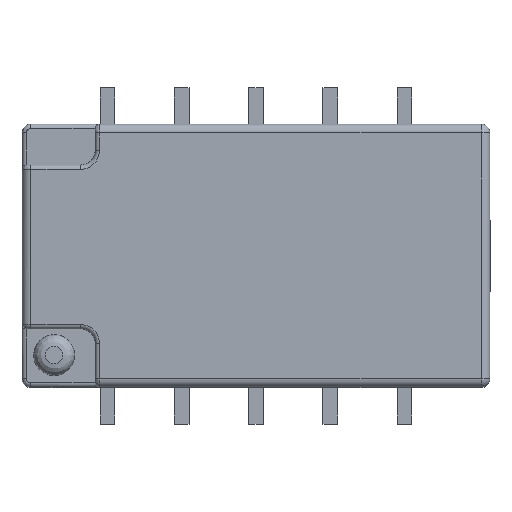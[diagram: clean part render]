
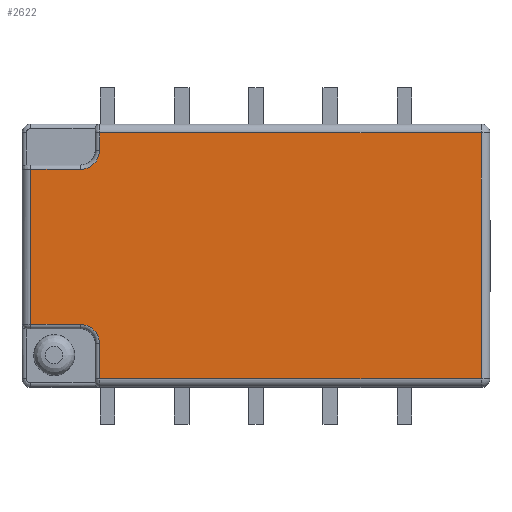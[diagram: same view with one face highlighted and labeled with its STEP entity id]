
A CAD part, top view. The second image highlights one B-rep face of the part: STEP entity #2622.
In plain terms, the highlighted planar face has unit normal (0, 0, 1).
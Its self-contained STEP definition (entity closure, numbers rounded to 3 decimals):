
#101=LINE($,#3911,#381);
#104=LINE($,#3942,#384);
#120=LINE($,#4033,#400);
#128=LINE($,#4062,#408);
#130=LINE($,#4072,#410);
#133=LINE($,#4103,#413);
#147=LINE($,#4162,#427);
#151=LINE($,#4174,#431);
#381=VECTOR($,#3097,0.6);
#384=VECTOR($,#3122,1.7);
#400=VECTOR($,#3170,13.05);
#408=VECTOR($,#3204,8.4);
#410=VECTOR($,#3214,1.7);
#413=VECTOR($,#3239,1.2);
#427=VECTOR($,#3287,5.3);
#431=VECTOR($,#3305,13.05);
#673=PLANE($,#2863);
#816=FACE_OUTER_BOUND($,#979,.T.);
#979=EDGE_LOOP($,(#2064,#2065,#2066,#2067,#2068,#2069,#2070,#2071,#2072,
#2073));
#1097=CIRCLE($,#2788,0.65);
#1120=CIRCLE($,#2832,0.65);
#1199=VERTEX_POINT($,#3904);
#1202=VERTEX_POINT($,#3909);
#1206=VERTEX_POINT($,#3928);
#1210=VERTEX_POINT($,#3940);
#1225=VERTEX_POINT($,#4032);
#1233=VERTEX_POINT($,#4061);
#1234=VERTEX_POINT($,#4065);
#1237=VERTEX_POINT($,#4070);
#1241=VERTEX_POINT($,#4089);
#1245=VERTEX_POINT($,#4101);
#1459=EDGE_CURVE($,#1202,#1199,#101,.T.);
#1464=EDGE_CURVE($,#1206,#1202,#1097,.T.);
#1470=EDGE_CURVE($,#1210,#1206,#104,.T.);
#1496=EDGE_CURVE($,#1199,#1225,#120,.T.);
#1510=EDGE_CURVE($,#1225,#1233,#128,.T.);
#1515=EDGE_CURVE($,#1237,#1234,#130,.T.);
#1520=EDGE_CURVE($,#1241,#1237,#1120,.T.);
#1526=EDGE_CURVE($,#1245,#1241,#133,.T.);
#1549=EDGE_CURVE($,#1234,#1210,#147,.T.);
#1555=EDGE_CURVE($,#1233,#1245,#151,.T.);
#2064=ORIENTED_EDGE($,*,*,#1549,.F.);
#2065=ORIENTED_EDGE($,*,*,#1515,.F.);
#2066=ORIENTED_EDGE($,*,*,#1520,.F.);
#2067=ORIENTED_EDGE($,*,*,#1526,.F.);
#2068=ORIENTED_EDGE($,*,*,#1555,.F.);
#2069=ORIENTED_EDGE($,*,*,#1510,.F.);
#2070=ORIENTED_EDGE($,*,*,#1496,.F.);
#2071=ORIENTED_EDGE($,*,*,#1459,.F.);
#2072=ORIENTED_EDGE($,*,*,#1464,.F.);
#2073=ORIENTED_EDGE($,*,*,#1470,.F.);
#2622=ADVANCED_FACE($,(#816),#673,.T.);
#2788=AXIS2_PLACEMENT_3D($,#3930,#3108,#3109);
#2832=AXIS2_PLACEMENT_3D($,#4091,#3225,#3226);
#2863=AXIS2_PLACEMENT_3D($,#4176,#3308,#3309);
#3097=DIRECTION($,(0.,1.,0.));
#3108=DIRECTION('center_axis',(0.,0.,1.));
#3109=DIRECTION('ref_axis',(0.707,-0.707,0.));
#3122=DIRECTION($,(1.,0.,0.));
#3170=DIRECTION($,(1.,0.,0.));
#3204=DIRECTION($,(0.,-1.,0.));
#3214=DIRECTION($,(-1.,0.,0.));
#3225=DIRECTION('center_axis',(0.,0.,1.));
#3226=DIRECTION('ref_axis',(0.707,0.707,0.));
#3239=DIRECTION($,(0.,1.,0.));
#3287=DIRECTION($,(0.,1.,0.));
#3305=DIRECTION($,(-1.,0.,0.));
#3308=DIRECTION('center_axis',(0.,0.,1.));
#3309=DIRECTION('ref_axis',(1.,0.,0.));
#3904=CARTESIAN_POINT('',(-5.35,4.2,5.6));
#3909=CARTESIAN_POINT('',(-5.35,3.6,5.6));
#3911=CARTESIAN_POINT($,(-5.35,2.2,5.6));
#3928=CARTESIAN_POINT('',(-6.,2.95,5.6));
#3930=CARTESIAN_POINT('Origin',(-6.,3.6,5.6));
#3940=CARTESIAN_POINT('',(-7.7,2.95,5.6));
#3942=CARTESIAN_POINT($,(-4.25,2.95,5.6));
#4032=CARTESIAN_POINT('',(7.7,4.2,5.6));
#4033=CARTESIAN_POINT($,(-3.75,4.2,5.6));
#4061=CARTESIAN_POINT('',(7.7,-4.2,5.6));
#4062=CARTESIAN_POINT($,(7.7,1.05,5.6));
#4065=CARTESIAN_POINT('',(-7.7,-2.35,5.6));
#4070=CARTESIAN_POINT('',(-6.,-2.35,5.6));
#4072=CARTESIAN_POINT($,(-3.25,-2.35,5.6));
#4089=CARTESIAN_POINT('',(-5.35,-3.,5.6));
#4091=CARTESIAN_POINT('Origin',(-6.,-3.,5.6));
#4101=CARTESIAN_POINT('',(-5.35,-4.2,5.6));
#4103=CARTESIAN_POINT($,(-5.35,-2.65,5.6));
#4162=CARTESIAN_POINT($,(-7.7,-2.65,5.6));
#4174=CARTESIAN_POINT($,(3.75,-4.2,5.6));
#4176=CARTESIAN_POINT('Origin',(0.,-0.8,
5.6));
